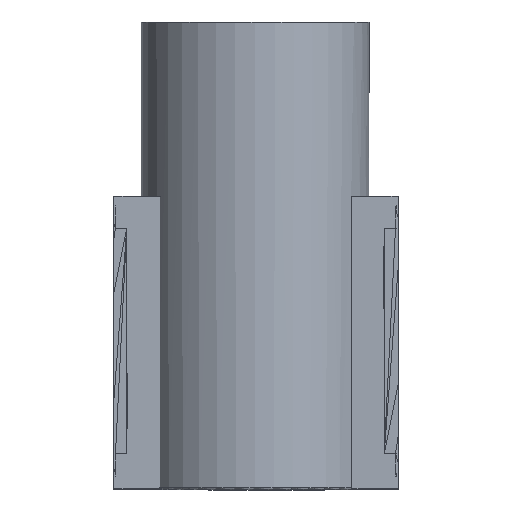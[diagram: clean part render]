
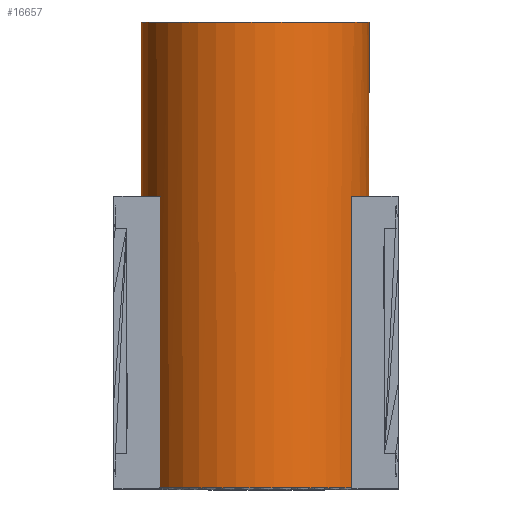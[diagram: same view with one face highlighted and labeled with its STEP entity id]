
A CAD part, left-side view. The second image highlights one B-rep face of the part: STEP entity #16657.
In plain terms, the highlighted cylindrical face has radius 42.5 mm (diameter 85 mm), a full revolution.
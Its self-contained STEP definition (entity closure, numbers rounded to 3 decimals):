
#32=CYLINDRICAL_SURFACE('',#17908,42.5);
#63=LINE('',#24114,#2371);
#64=LINE('',#24116,#2372);
#65=LINE('',#24119,#2373);
#2371=VECTOR('',#19208,42.5);
#2372=VECTOR('',#19209,10.);
#2373=VECTOR('',#19212,10.);
#5884=FACE_OUTER_BOUND('',#7115,.T.);
#7115=EDGE_LOOP('',(#11931,#11932,#11933,#11934,#11935,#11936,#11937,#11938));
#8345=CIRCLE('',#17900,42.5);
#8346=CIRCLE('',#17901,42.5);
#8352=CIRCLE('',#17909,42.5);
#8353=CIRCLE('',#17910,42.5);
#8396=VERTEX_POINT('',#24057);
#8398=VERTEX_POINT('',#24065);
#8399=VERTEX_POINT('',#24067);
#8409=VERTEX_POINT('',#24112);
#8410=VERTEX_POINT('',#24115);
#8411=VERTEX_POINT('',#24117);
#9548=EDGE_CURVE('',#8396,#8398,#8345,.T.);
#9549=EDGE_CURVE('',#8398,#8399,#8346,.T.);
#9561=EDGE_CURVE('',#8409,#8409,#8352,.T.);
#9562=EDGE_CURVE('',#8409,#8398,#63,.T.);
#9563=EDGE_CURVE('',#8396,#8410,#64,.T.);
#9564=EDGE_CURVE('',#8410,#8411,#8353,.T.);
#9565=EDGE_CURVE('',#8411,#8399,#65,.T.);
#11931=ORIENTED_EDGE('',*,*,#9561,.F.);
#11932=ORIENTED_EDGE('',*,*,#9562,.T.);
#11933=ORIENTED_EDGE('',*,*,#9548,.F.);
#11934=ORIENTED_EDGE('',*,*,#9563,.T.);
#11935=ORIENTED_EDGE('',*,*,#9564,.T.);
#11936=ORIENTED_EDGE('',*,*,#9565,.T.);
#11937=ORIENTED_EDGE('',*,*,#9549,.F.);
#11938=ORIENTED_EDGE('',*,*,#9562,.F.);
#16657=ADVANCED_FACE('',(#5884),#32,.T.);
#17900=AXIS2_PLACEMENT_3D('',#24066,#19185,#19186);
#17901=AXIS2_PLACEMENT_3D('',#24068,#19187,#19188);
#17908=AXIS2_PLACEMENT_3D('',#24111,#19204,#19205);
#17909=AXIS2_PLACEMENT_3D('',#24113,#19206,#19207);
#17910=AXIS2_PLACEMENT_3D('',#24118,#19210,#19211);
#19185=DIRECTION('center_axis',(0.,0.,
-1.));
#19186=DIRECTION('ref_axis',(-0.008,1.,0.));
#19187=DIRECTION('center_axis',(0.,0.,
-1.));
#19188=DIRECTION('ref_axis',(-0.008,1.,0.));
#19204=DIRECTION('center_axis',(0.,0.,
1.));
#19205=DIRECTION('ref_axis',(1.,0.,0.));
#19206=DIRECTION('center_axis',(0.,0.,
1.));
#19207=DIRECTION('ref_axis',(1.,0.,0.));
#19208=DIRECTION('',(0.,0.,-1.));
#19209=DIRECTION('',(0.,0.,1.));
#19210=DIRECTION('center_axis',(0.,0.,
1.));
#19211=DIRECTION('ref_axis',(1.,0.,0.));
#19212=DIRECTION('',(0.,0.,-1.));
#24057=CARTESIAN_POINT('',(-24.836,-37.244,1.25));
#24065=CARTESIAN_POINT('',(-44.5,-1.4,1.25));
#24066=CARTESIAN_POINT('Origin',(-2.,-1.4,1.25));
#24067=CARTESIAN_POINT('',(21.404,-36.875,1.25));
#24068=CARTESIAN_POINT('Origin',(-2.,-1.4,1.25));
#24111=CARTESIAN_POINT('Origin',(-2.,-1.4,87.5));
#24112=CARTESIAN_POINT('',(-44.5,-1.4,175.));
#24113=CARTESIAN_POINT('Origin',(-2.,-1.4,175.));
#24114=CARTESIAN_POINT('',(-44.5,-1.4,87.5));
#24115=CARTESIAN_POINT('',(-24.836,-37.244,110.09));
#24116=CARTESIAN_POINT('',(-24.836,-37.244,87.5));
#24117=CARTESIAN_POINT('',(21.404,-36.875,110.09));
#24118=CARTESIAN_POINT('Origin',(-2.,-1.4,110.09));
#24119=CARTESIAN_POINT('',(21.404,-36.875,87.5));
